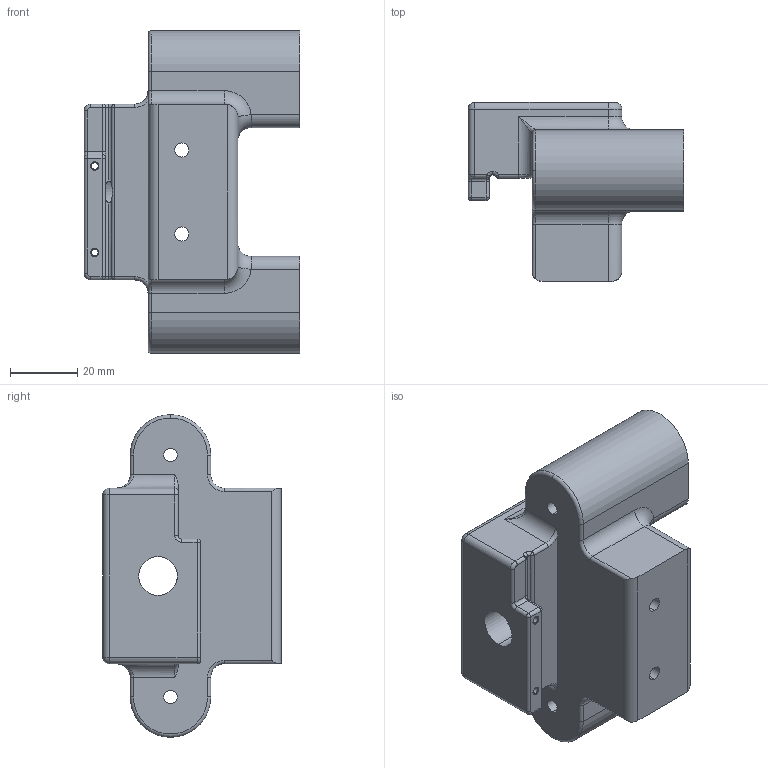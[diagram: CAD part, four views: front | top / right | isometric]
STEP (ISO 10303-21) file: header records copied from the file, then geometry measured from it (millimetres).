
FILE_DESCRIPTION (( 'STEP AP214' ), '1' );
FILE_NAME ('X_frame_main.STEP', '2021-01-13T20:49:24', ( '' ), ( '' ), 'SwSTEP 2.0', 'SolidWorks 2019', '' );
FILE_SCHEMA (( 'AUTOMOTIVE_DESIGN' ));
Length unit declared in the file: millimetre
Products named in the file (1): X_frame_main
Bounding box: 64.24 x 53.2 x 96 mm (x, y, z)
Volume: 135912.7 mm3; surface area: 25300.5 mm2
Topology: 1 solids, 1 shells, 132 faces, 330 edges, 190 vertices
Faces by surface type: cylinder 66, torus 25, plane 23, sphere 8, cone 6, bspline 4
Entity records: 4522 total; most frequent: CARTESIAN_POINT 1336, DIRECTION 708, ORIENTED_EDGE 640, EDGE_CURVE 320, AXIS2_PLACEMENT_3D 290, VERTEX_POINT 190, CIRCLE 161, EDGE_LOOP 148
